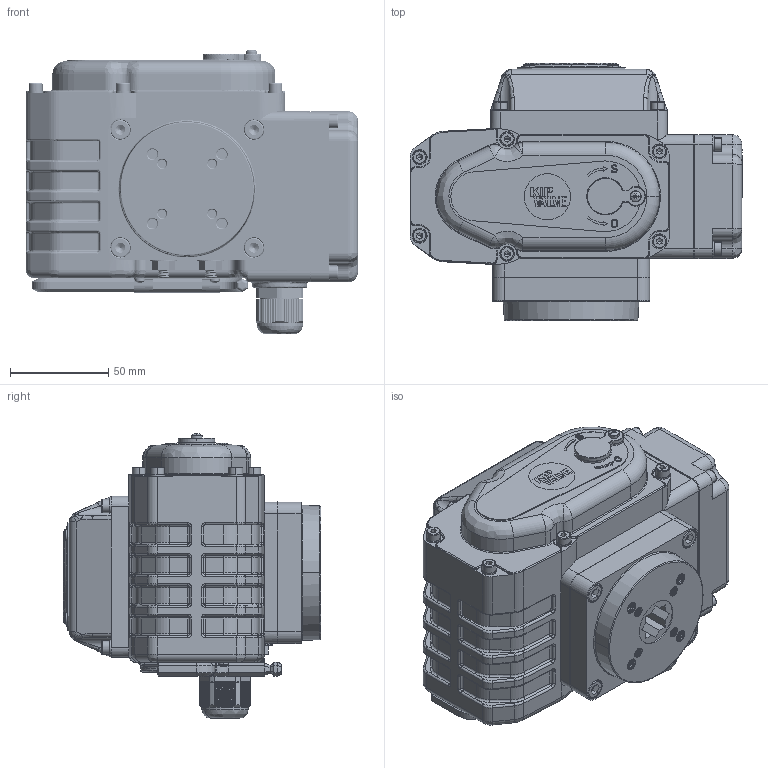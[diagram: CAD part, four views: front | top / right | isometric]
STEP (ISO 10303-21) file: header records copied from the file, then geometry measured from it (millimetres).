
FILE_DESCRIPTION (( 'STEP AP214' ), '1' );
FILE_NAME ('DXL-05.STEP', '2020-04-15T05:44:23', ( 'managet2' ), ( '' ), 'SwSTEP 2.0', 'SolidWorks 2016', '' );
FILE_SCHEMA (( 'AUTOMOTIVE_DESIGN' ));
Length unit declared in the file: millimetre
Products named in the file (58): curved spring lock washer_din_Spring washer DIN 128 - A4; socket head cap screw 4762_din_EN ISO 4762 M4 x 10 - 10N; øêàëà-1; 邇鍱-1; DXL-05-1; plain washer 6902 type abc_din_DIN 6902-A5.5; pan head cross recess screw_din_DIN EN ISO 7045 - M5 x 6 - Z - 6N; 岈-1; socket head cap screw 4762_din_EN ISO 4762 M6 x 10 - 10N; pan head cross recess screw_din_DIN EN ISO 7045 - M3 x 6 - Z - 6N; DXL-05; pan head cross recess screw_din_DIN EN ISO 7045 - M2.5 x 6 - Z - 6N
Assembly tree (46 placements, depth 2):
  curved spring lock washer_din_Spring washer DIN 128 - A4
  socket head cap screw 4762_din_EN ISO 4762 M4 x 10 - 10N
  curved spring lock washer_din_Spring washer DIN 128 - A4
  socket head cap screw 4762_din_EN ISO 4762 M4 x 10 - 10N
  curved spring lock washer_din_Spring washer DIN 128 - A4
Bounding box: 169 x 131.05 x 144.95 mm (x, y, z)
Volume: 1462567 mm3; surface area: 146471.2 mm2
Topology: 59 solids, 59 shells, 3281 faces, 8287 edges, 5134 vertices
Faces by surface type: plane 1529, cylinder 881, bspline 611, cone 222, torus 38
Entity records: 123747 total; most frequent: CARTESIAN_POINT 65245, ORIENTED_EDGE 12852, DIRECTION 10209, EDGE_CURVE 6426, VERTEX_POINT 4064, AXIS2_PLACEMENT_3D 3445, LINE 3319, VECTOR 3319
